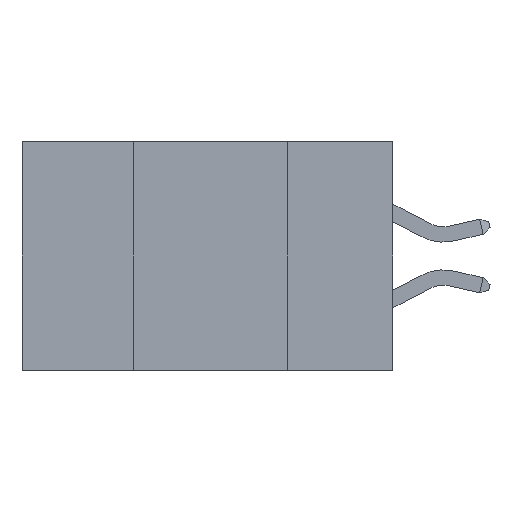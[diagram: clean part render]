
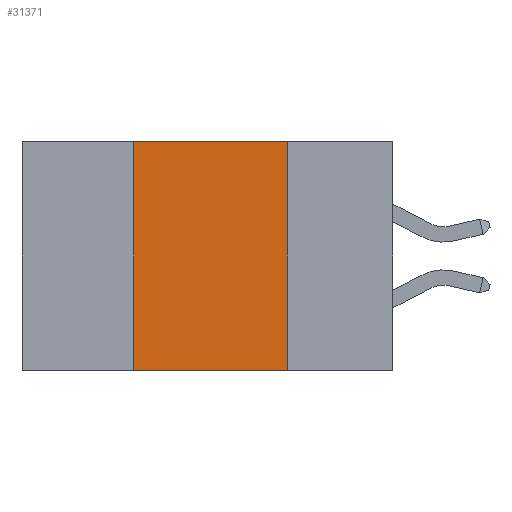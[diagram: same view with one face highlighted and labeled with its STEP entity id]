
A CAD part, left-side view. The second image highlights one B-rep face of the part: STEP entity #31371.
In plain terms, the highlighted planar face has unit normal (-1, 0, 0).
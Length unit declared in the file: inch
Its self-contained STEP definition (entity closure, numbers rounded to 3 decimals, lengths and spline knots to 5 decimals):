
#529 = CARTESIAN_POINT ( 'NONE',  ( 0., 0.6, 0. ) ) ;
#640 = CARTESIAN_POINT ( 'NONE',  ( 0., 0.42, 0. ) ) ;
#1243 = PLANE ( 'NONE',  #14950 ) ;
#3056 = EDGE_CURVE ( 'NONE', #26093, #10532, #8689, .T. ) ;
#3705 = DIRECTION ( 'NONE',  ( 0., 0., 1. ) ) ;
#5263 = DIRECTION ( 'NONE',  ( 0., 0., -1. ) ) ;
#8164 = CARTESIAN_POINT ( 'NONE',  ( 0., 0.17, 0. ) ) ;
#8689 = LINE ( 'NONE', #640, #15702 ) ;
#10139 = ORIENTED_EDGE ( 'NONE', *, *, #3056, .F. ) ;
#10532 = VERTEX_POINT ( 'NONE', #12169 ) ;
#12169 = CARTESIAN_POINT ( 'NONE',  ( 0., 0.42, 0. ) ) ;
#12618 = DIRECTION ( 'NONE',  ( 0., -1., 0. ) ) ;
#12641 = ORIENTED_EDGE ( 'NONE', *, *, #20397, .F. ) ;
#14950 = AXIS2_PLACEMENT_3D ( 'NONE', #16867, #22483, #16465 ) ;
#15702 = VECTOR ( 'NONE', #3705, 39.37008 ) ;
#16465 = DIRECTION ( 'NONE',  ( 0., 0., -1. ) ) ;
#16480 = CARTESIAN_POINT ( 'NONE',  ( 0., 0.42, -0.37 ) ) ;
#16867 = CARTESIAN_POINT ( 'NONE',  ( 0., 0.6, 0. ) ) ;
#17294 = EDGE_CURVE ( 'NONE', #10532, #34916, #34467, .T. ) ;
#20397 = EDGE_CURVE ( 'NONE', #34916, #39099, #23899, .T. ) ;
#22483 = DIRECTION ( 'NONE',  ( 1., 0., 0. ) ) ;
#23899 = LINE ( 'NONE', #8164, #33287 ) ;
#24424 = EDGE_CURVE ( 'NONE', #26093, #39099, #29635, .T. ) ;
#24922 = DIRECTION ( 'NONE',  ( 0., -1., 0. ) ) ;
#25224 = ORIENTED_EDGE ( 'NONE', *, *, #24424, .T. ) ;
#26093 = VERTEX_POINT ( 'NONE', #16480 ) ;
#27694 = CARTESIAN_POINT ( 'NONE',  ( 0., 0.6, -0.37 ) ) ;
#29635 = LINE ( 'NONE', #27694, #33435 ) ;
#30435 = ORIENTED_EDGE ( 'NONE', *, *, #17294, .F. ) ;
#31248 = EDGE_LOOP ( 'NONE', ( #12641, #30435, #10139, #25224 ) ) ;
#31371 = ADVANCED_FACE ( 'NONE', ( #37673 ), #1243, .F. ) ;
#33287 = VECTOR ( 'NONE', #5263, 39.37008 ) ;
#33435 = VECTOR ( 'NONE', #12618, 39.37008 ) ;
#34247 = CARTESIAN_POINT ( 'NONE',  ( 0., 0.17, 0. ) ) ;
#34467 = LINE ( 'NONE', #529, #34957 ) ;
#34916 = VERTEX_POINT ( 'NONE', #34247 ) ;
#34957 = VECTOR ( 'NONE', #24922, 39.37008 ) ;
#36686 = CARTESIAN_POINT ( 'NONE',  ( 0., 0.17, -0.37 ) ) ;
#37673 = FACE_OUTER_BOUND ( 'NONE', #31248, .T. ) ;
#39099 = VERTEX_POINT ( 'NONE', #36686 ) ;
